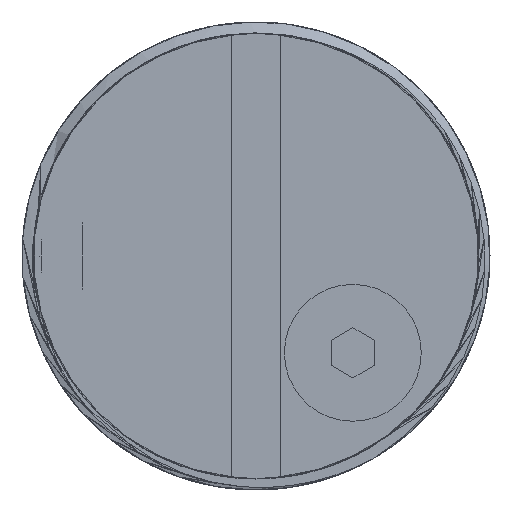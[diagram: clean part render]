
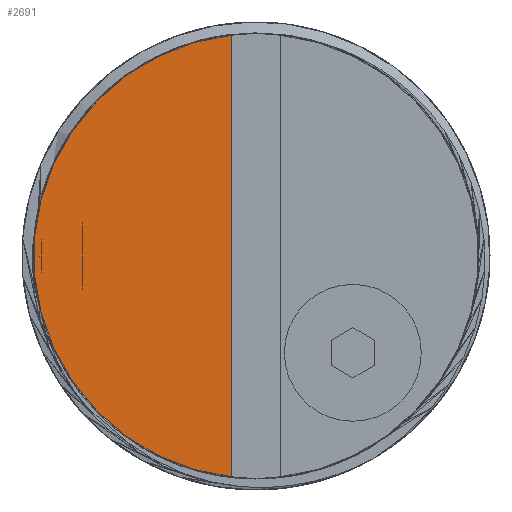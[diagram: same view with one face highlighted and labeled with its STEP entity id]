
A CAD part, left-side view. The second image highlights one B-rep face of the part: STEP entity #2691.
In plain terms, the highlighted planar face has unit normal (-1, 0, 0).
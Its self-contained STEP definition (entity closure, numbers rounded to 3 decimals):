
#31=PLANE('',#2892);
#187=FACE_OUTER_BOUND('',#337,.T.);
#337=EDGE_LOOP('',(#2392,#2393));
#364=CIRCLE('',#2841,17.85);
#745=LINE('',#17858,#901);
#901=VECTOR('',#3380,1000.);
#1148=VERTEX_POINT('',#11318);
#1149=VERTEX_POINT('',#11320);
#1535=EDGE_CURVE('',#1149,#1148,#364,.T.);
#1599=EDGE_CURVE('',#1148,#1149,#745,.T.);
#2392=ORIENTED_EDGE('',*,*,#1599,.T.);
#2393=ORIENTED_EDGE('',*,*,#1535,.T.);
#2691=ADVANCED_FACE('',(#187),#31,.T.);
#2841=AXIS2_PLACEMENT_3D('',#11321,#3249,#3250);
#2892=AXIS2_PLACEMENT_3D('',#17857,#3378,#3379);
#3249=DIRECTION('center_axis',(-1.,0.,0.));
#3250=DIRECTION('ref_axis',(0.,0.,1.));
#3378=DIRECTION('center_axis',(-1.,0.,0.));
#3379=DIRECTION('ref_axis',(0.,0.,1.));
#3380=DIRECTION('',(0.,0.,1.));
#11318=CARTESIAN_POINT('',(-86.5,2.,-17.738));
#11320=CARTESIAN_POINT('',(-86.5,2.,17.738));
#11321=CARTESIAN_POINT('Origin',(-86.5,0.,0.));
#17857=CARTESIAN_POINT('Origin',(-86.5,0.,0.));
#17858=CARTESIAN_POINT('',(-86.5,2.,-19.));
